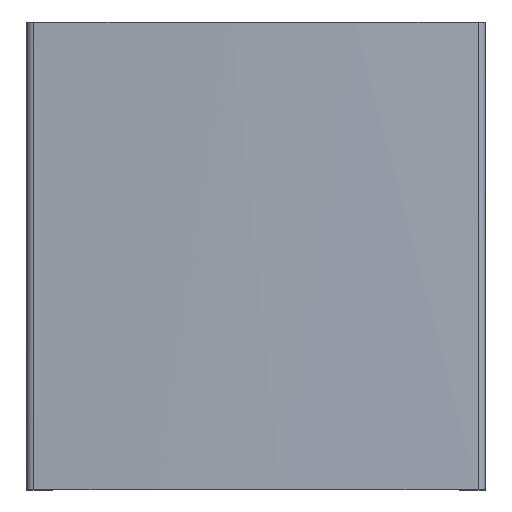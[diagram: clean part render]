
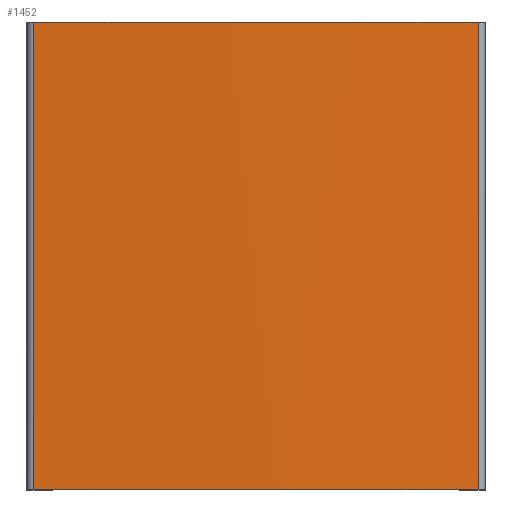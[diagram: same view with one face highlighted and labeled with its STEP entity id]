
A CAD part, top view. The second image highlights one B-rep face of the part: STEP entity #1452.
In plain terms, the highlighted cylindrical face has radius 3986.7 mm (diameter 7973.4 mm), a partial arc.
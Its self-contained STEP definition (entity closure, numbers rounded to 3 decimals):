
#1222=CARTESIAN_POINT('Vertex',(-237.477,250.,237.454)) ;
#1226=CARTESIAN_POINT('Control Point',(-237.477,250.,237.454)) ;
#1227=CARTESIAN_POINT('Control Point',(0.,250.,251.625)) ;
#1228=CARTESIAN_POINT('Control Point',(237.477,250.,237.454)) ;
#1229=CARTESIAN_POINT('Vertex',(237.477,250.,237.454)) ;
#1414=CARTESIAN_POINT('Vertex',(-237.477,-250.,237.454)) ;
#1418=CARTESIAN_POINT('Control Point',(-237.477,250.,237.454)) ;
#1419=CARTESIAN_POINT('Control Point',(-237.477,-250.,237.454)) ;
#1428=CARTESIAN_POINT('Axis2P3D Location',(0.,250.,-3742.167)) ;
#1434=CARTESIAN_POINT('Control Point',(237.477,-250.,237.454)) ;
#1435=CARTESIAN_POINT('Control Point',(118.879,-250.,244.531)) ;
#1436=CARTESIAN_POINT('Control Point',(0.,-250.,246.896)) ;
#1437=CARTESIAN_POINT('Control Point',(-118.879,-250.,244.531)) ;
#1438=CARTESIAN_POINT('Control Point',(-237.477,-250.,237.454)) ;
#1439=CARTESIAN_POINT('Vertex',(237.477,-250.,237.454)) ;
#1443=CARTESIAN_POINT('Control Point',(237.477,250.,237.454)) ;
#1444=CARTESIAN_POINT('Control Point',(237.477,-250.,237.454)) ;
#1429=DIRECTION('Axis2P3D Direction',(0.,-1.,0.)) ;
#1430=DIRECTION('Axis2P3D XDirection',(0.06,0.,0.998)) ;
#1431=AXIS2_PLACEMENT_3D('Cylinder Axis2P3D',#1428,#1429,#1430) ;
#1432=CYLINDRICAL_SURFACE('generated cylinder',#1431,3986.7) ;
#1231=EDGE_CURVE('',#1223,#1230,#1225,.T.) ;
#1420=EDGE_CURVE('',#1223,#1415,#1417,.T.) ;
#1441=EDGE_CURVE('',#1440,#1415,#1433,.T.) ;
#1445=EDGE_CURVE('',#1230,#1440,#1442,.T.) ;
#1447=ORIENTED_EDGE('',*,*,#1441,.F.) ;
#1448=ORIENTED_EDGE('',*,*,#1445,.F.) ;
#1449=ORIENTED_EDGE('',*,*,#1231,.F.) ;
#1450=ORIENTED_EDGE('',*,*,#1420,.T.) ;
#1446=EDGE_LOOP('',(#1447,#1448,#1449,#1450)) ;
#1223=VERTEX_POINT('',#1222) ;
#1230=VERTEX_POINT('',#1229) ;
#1415=VERTEX_POINT('',#1414) ;
#1440=VERTEX_POINT('',#1439) ;
#1452=ADVANCED_FACE('Solid1',(#1451),#1432,.T.) ;
#1417=B_SPLINE_CURVE_WITH_KNOTS('',1,(#1418,#1419),.UNSPECIFIED.,.F.,.U.,(2,2),(0.,1.64),.UNSPECIFIED.) ;
#1433=B_SPLINE_CURVE_WITH_KNOTS('',4,(#1434,#1435,#1436,#1437,#1438),.UNSPECIFIED.,.F.,.U.,(5,5),(1.511,1.63),.UNSPECIFIED.) ;
#1442=B_SPLINE_CURVE_WITH_KNOTS('',1,(#1443,#1444),.UNSPECIFIED.,.F.,.U.,(2,2),(0.,1.64),.UNSPECIFIED.) ;
#1451=FACE_OUTER_BOUND('',#1446,.T.) ;
#1225=(BOUNDED_CURVE()B_SPLINE_CURVE(2,(#1226,#1227,#1228),.UNSPECIFIED.,.F.,.U.)B_SPLINE_CURVE_WITH_KNOTS((3,3),(0.,475.798),.UNSPECIFIED.)CURVE()GEOMETRIC_REPRESENTATION_ITEM()RATIONAL_B_SPLINE_CURVE((1.,0.998,1.))REPRESENTATION_ITEM('')) ;
